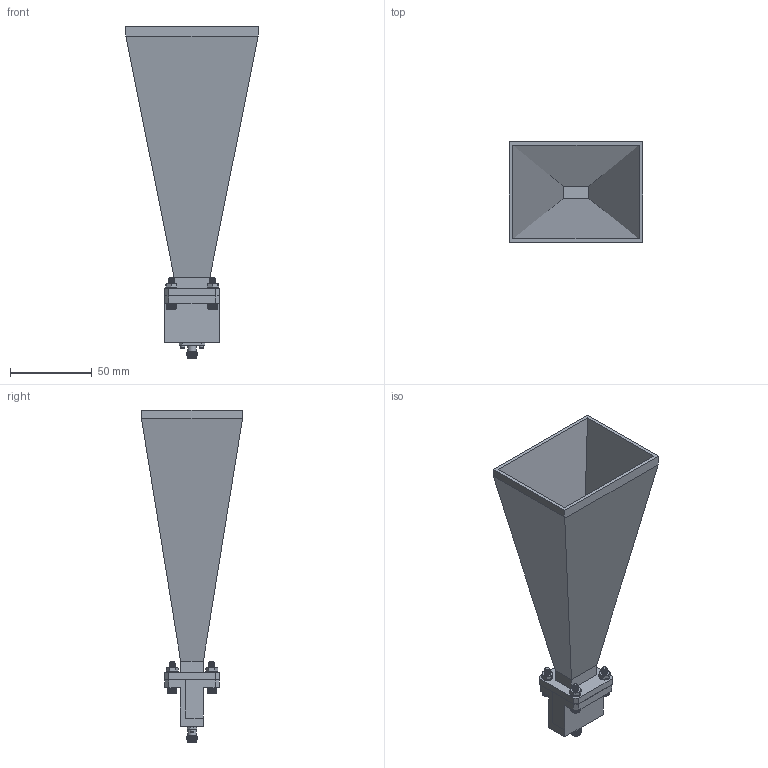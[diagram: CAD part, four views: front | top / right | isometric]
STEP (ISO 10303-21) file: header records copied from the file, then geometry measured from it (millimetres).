
FILE_DESCRIPTION (( 'STEP AP214' ), '1' );
FILE_NAME ('PEWAN062-20ELSF_3D.STEP', '2021-10-19T18:11:54', ( '' ), ( '' ), 'SwSTEP 2.0', 'SolidWorks 2021', '' );
FILE_SCHEMA (( 'AUTOMOTIVE_DESIGN' ));
Length unit declared in the file: inch
Products named in the file (6): PE9846; PEWAN062-20; PEWAN062-20ELSF_3D; 6-32HN-NARROW_90730A007; 6-32SH-HXx.625_92196A150; 6-LW
Assembly tree (14 placements, depth 2):
  PEWAN062-20ELSF_3D
    6-32HN-NARROW_90730A007  x4
    6-32SH-HXx.625_92196A150  x4
    6-LW  x4
    PE9846
    PEWAN062-20
Bounding box: 81.38 x 61.4 x 202.97 mm (x, y, z)
Volume: 106460.5 mm3; surface area: 65917.4 mm2
Topology: 14 solids, 17 shells, 1157 faces, 2673 edges, 1580 vertices
Faces by surface type: plane 708, cone 367, cylinder 54, bspline 27, torus 1
Full cylindrical faces by diameter (mm): 1.016 x1, 1.27 x2, 1.524 x6, 1.854 x2, 2.438 x2, 2.946 x2, 3.7 x4, 3.708 x4, 3.81 x2, 4.521 x1, 5.08 x1, 5.334 x2
Entity records: 18245 total; most frequent: CARTESIAN_POINT 8505, ORIENTED_EDGE 2016, DIRECTION 1734, EDGE_CURVE 1008, AXIS2_PLACEMENT_3D 655, VERTEX_POINT 636, EDGE_LOOP 536, FACE_OUTER_BOUND 475
